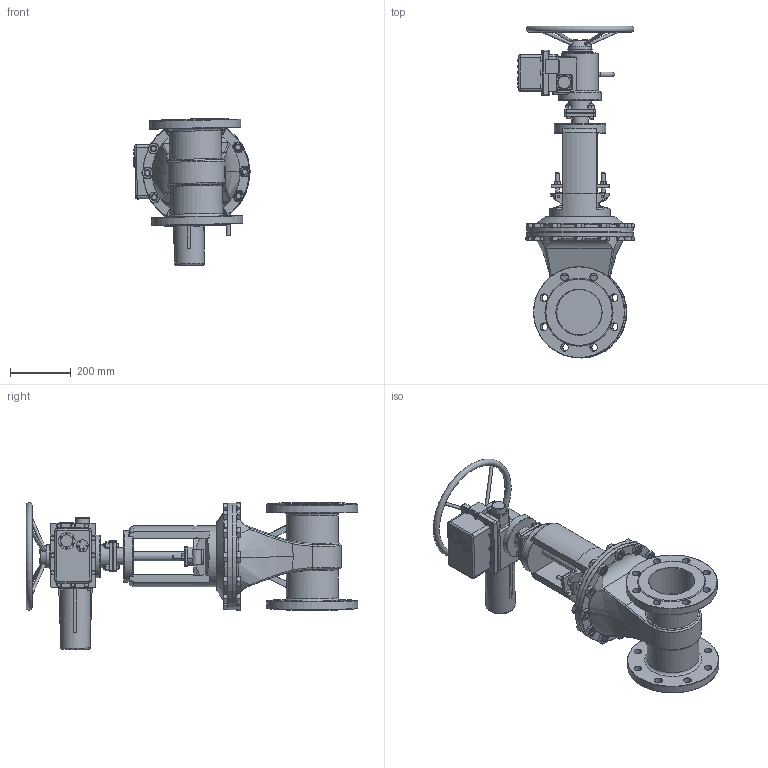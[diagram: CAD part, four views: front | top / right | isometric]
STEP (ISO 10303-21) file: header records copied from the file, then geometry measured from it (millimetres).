
FILE_DESCRIPTION(/* description */ (''),/* implementation_level */ '2;1');
FILE_NAME(/* name */ 'DN150_3D_STEP.stp',/* time_stamp */ '2024-01-16T19:19:47+03:00',/* author */ ('igorr'),/* organization */ (''),/* preprocessor_version */ 'ST-DEVELOPER v19.2',/* originating_system */ 'Autodesk Inventor 2023',/* authorisation */ '');
FILE_SCHEMA (('AUTOMOTIVE_DESIGN { 1 0 10303 214 3 1 1 }'));
Length unit declared in the file: millimetre
Products named in the file (16): Сборка; Сборка_Двигатель; Деталь2; AS 1110 - M10 x 16; AS 1110 - M4 x 8; AS 1110 - M8 x 12; AS 1110 - M2,5 x 6; BS 4168 - M4 x 6; BS 4168 - M6 x 10; AS 1421 - M12 x 50 засверленный 
конец; Сборка_Чертежная; Деталь1; AS 1110 - M20 x 35; ISO 4035 - M20; ISO 4035 - M22; ANSI B18.2.4.2M - M12x1,75
Assembly tree (85 placements, depth 3):
  Сборка
    Сборка_Двигатель
      Деталь2
      AS 1110 - M10 x 16  x5
      AS 1110 - M4 x 8  x8
      AS 1110 - M8 x 12  x12
      AS 1110 - M2,5 x 6  x9
      BS 4168 - M4 x 6  x2
      BS 4168 - M6 x 10  x4
    AS 1421 - M12 x 50 засверленный 
конец  x4
    ANSI B18.2.4.2M - M12x1,75  x4
    Сборка_Чертежная
      Деталь1
      AS 1110 - M20 x 35  x12
      ISO 4035 - M20  x7
      ISO 4035 - M22  x12
      ANSI B18.2.4.2M - M12x1,75  x2
Bounding box: 386.18 x 1090.65 x 483.59 mm (x, y, z)
Volume: 31680094.5 mm3; surface area: 1868399.3 mm2
Topology: 83 solids, 89 shells, 2591 faces, 5879 edges, 3580 vertices
Faces by surface type: plane 1358, cone 718, cylinder 409, bspline 53, torus 46, sphere 7
Full cylindrical faces by diameter (mm): 2.5 x9, 3 x9, 4 x10, 5 x23, 6 x4, 7 x10, 7.8 x4, 8 x18, 10 x25, 10.106 x6, 12 x22, 13 x12, 15 x2, 16 x5, 17.294 x7, 19.294 x12, 20 x12, 23 x24, 25 x16, 30 x15, 32 x1, 40 x2, 44.558 x1, 45 x1, 55 x2, 60 x1, 70 x2, 75 x3, 80 x2, 97.575 x1
Entity records: 34629 total; most frequent: CARTESIAN_POINT 9293, DIRECTION 5119, ORIENTED_EDGE 4846, EDGE_CURVE 2423, AXIS2_PLACEMENT_3D 1991, VERTEX_POINT 1549, EDGE_LOOP 1220, LINE 1137
